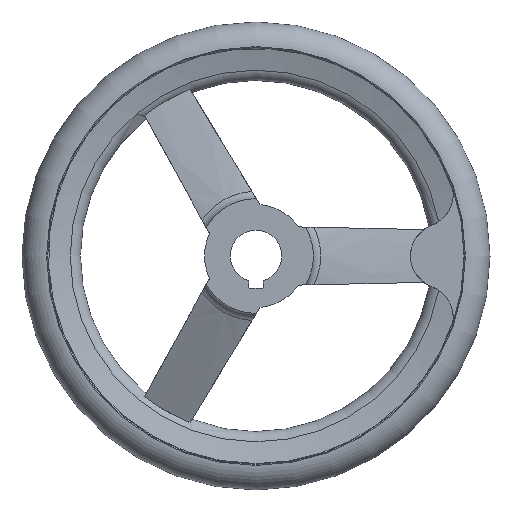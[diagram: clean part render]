
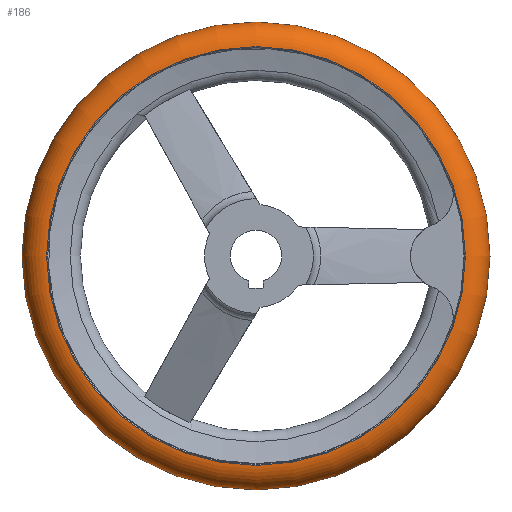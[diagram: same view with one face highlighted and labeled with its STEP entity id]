
A CAD part, front view. The second image highlights one B-rep face of the part: STEP entity #186.
In plain terms, the highlighted toroidal (fillet/blend) face has major radius 89 mm and minor radius 11 mm.
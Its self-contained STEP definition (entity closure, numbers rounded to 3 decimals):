
#186 = ADVANCED_FACE( '', ( #387, #388, #389 ), #390, .T. );
#387 = FACE_BOUND( '', #626, .T. );
#388 = FACE_OUTER_BOUND( '', #627, .T. );
#389 = FACE_OUTER_BOUND( '', #628, .T. );
#390 = TOROIDAL_SURFACE( '', #629, 89., 11. );
#626 = VERTEX_LOOP( '', #1145 );
#627 = EDGE_LOOP( '', ( #1146 ) );
#628 = EDGE_LOOP( '', ( #1147 ) );
#629 = AXIS2_PLACEMENT_3D( '', #1148, #1149, #1150 );
#1145 = VERTEX_POINT( '', #1426 );
#1146 = ORIENTED_EDGE( '', *, *, #1238, .T. );
#1147 = ORIENTED_EDGE( '', *, *, #1427, .F. );
#1148 = CARTESIAN_POINT( '', ( 0., 34., 0. ) );
#1149 = DIRECTION( '', ( 0., -1., 0. ) );
#1150 = DIRECTION( '', ( 0., 0., -1. ) );
#1238 = EDGE_CURVE( '', #1475, #1475, #1476, .T. );
#1426 = CARTESIAN_POINT( '', ( 0., 34., -100. ) );
#1427 = EDGE_CURVE( '', #1755, #1755, #1756, .T. );
#1475 = VERTEX_POINT( '', #1894 );
#1476 = CIRCLE( '', #1895, 89.458 );
#1755 = VERTEX_POINT( '', #2664 );
#1756 = CIRCLE( '', #2665, 89.458 );
#1894 = CARTESIAN_POINT( '', ( 0., 44.99, -89.458 ) );
#1895 = AXIS2_PLACEMENT_3D( '', #2706, #2707, #2708 );
#2664 = CARTESIAN_POINT( '', ( 0., 23.01, -89.458 ) );
#2665 = AXIS2_PLACEMENT_3D( '', #2909, #2910, #2911 );
#2706 = CARTESIAN_POINT( '', ( 0., 44.99, 0. ) );
#2707 = DIRECTION( '', ( 0., -1., 0. ) );
#2708 = DIRECTION( '', ( 0., 0., -1. ) );
#2909 = CARTESIAN_POINT( '', ( 0., 23.01, 0. ) );
#2910 = DIRECTION( '', ( 0., -1., 0. ) );
#2911 = DIRECTION( '', ( 0., 0., -1. ) );
